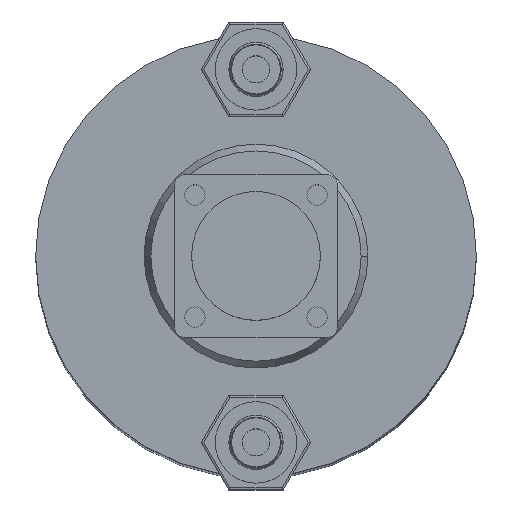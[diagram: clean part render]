
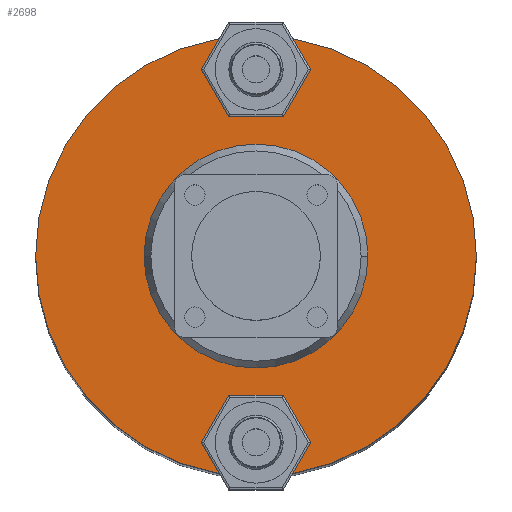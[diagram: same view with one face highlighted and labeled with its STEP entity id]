
A CAD part, top view. The second image highlights one B-rep face of the part: STEP entity #2698.
In plain terms, the highlighted planar face has unit normal (0, 0, 1).
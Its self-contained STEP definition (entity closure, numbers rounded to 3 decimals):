
#55 = AXIS2_PLACEMENT_3D ( 'NONE', #2120, #1872, #303 ) ;
#65 = VERTEX_POINT ( 'NONE', #3166 ) ;
#166 = DIRECTION ( 'NONE',  ( 0., 0., 1. ) ) ;
#303 = DIRECTION ( 'NONE',  ( 1., 0., 0. ) ) ;
#335 = VERTEX_POINT ( 'NONE', #505 ) ;
#371 = AXIS2_PLACEMENT_3D ( 'NONE', #421, #3016, #944 ) ;
#421 = CARTESIAN_POINT ( 'NONE',  ( 0., 0., 26. ) ) ;
#437 = EDGE_CURVE ( 'NONE', #335, #507, #1131, .T. ) ;
#456 = AXIS2_PLACEMENT_3D ( 'NONE', #2805, #166, #2533 ) ;
#497 = VERTEX_POINT ( 'NONE', #862 ) ;
#505 = CARTESIAN_POINT ( 'NONE',  ( -32.5, 0., 26. ) ) ;
#507 = VERTEX_POINT ( 'NONE', #1947 ) ;
#513 = EDGE_CURVE ( 'NONE', #497, #65, #2850, .T. ) ;
#582 = FACE_BOUND ( 'NONE', #3390, .T. ) ;
#821 = AXIS2_PLACEMENT_3D ( 'NONE', #1677, #1928, #1155 ) ;
#862 = CARTESIAN_POINT ( 'NONE',  ( -16.5, 0., 26. ) ) ;
#906 = DIRECTION ( 'NONE',  ( 0., 0., 1. ) ) ;
#944 = DIRECTION ( 'NONE',  ( 1., 0., 0. ) ) ;
#956 = ORIENTED_EDGE ( 'NONE', *, *, #437, .T. ) ;
#1131 = CIRCLE ( 'NONE', #55, 32.5 ) ;
#1155 = DIRECTION ( 'NONE',  ( 1., 0., 0. ) ) ;
#1335 = ORIENTED_EDGE ( 'NONE', *, *, #3211, .T. ) ;
#1596 = AXIS2_PLACEMENT_3D ( 'NONE', #1949, #906, #3280 ) ;
#1677 = CARTESIAN_POINT ( 'NONE',  ( 0., 0., 26. ) ) ;
#1872 = DIRECTION ( 'NONE',  ( 0., 0., 1. ) ) ;
#1928 = DIRECTION ( 'NONE',  ( 0., 0., 1. ) ) ;
#1947 = CARTESIAN_POINT ( 'NONE',  ( 32.5, 0., 26. ) ) ;
#1949 = CARTESIAN_POINT ( 'NONE',  ( 0., 0., 26. ) ) ;
#2006 = ORIENTED_EDGE ( 'NONE', *, *, #513, .F. ) ;
#2120 = CARTESIAN_POINT ( 'NONE',  ( 0., 0., 26. ) ) ;
#2399 = CIRCLE ( 'NONE', #456, 32.5 ) ;
#2484 = ORIENTED_EDGE ( 'NONE', *, *, #2716, .F. ) ;
#2516 = PLANE ( 'NONE',  #371 ) ;
#2533 = DIRECTION ( 'NONE',  ( 1., 0., 0. ) ) ;
#2698 = ADVANCED_FACE ( 'NONE', ( #582, #3028 ), #2516, .T. ) ;
#2716 = EDGE_CURVE ( 'NONE', #65, #497, #3302, .T. ) ;
#2805 = CARTESIAN_POINT ( 'NONE',  ( 0., 0., 26. ) ) ;
#2850 = CIRCLE ( 'NONE', #821, 16.5 ) ;
#3003 = EDGE_LOOP ( 'NONE', ( #956, #1335 ) ) ;
#3016 = DIRECTION ( 'NONE',  ( 0., 0., 1. ) ) ;
#3028 = FACE_OUTER_BOUND ( 'NONE', #3003, .T. ) ;
#3166 = CARTESIAN_POINT ( 'NONE',  ( 16.5, 0., 26. ) ) ;
#3211 = EDGE_CURVE ( 'NONE', #507, #335, #2399, .T. ) ;
#3280 = DIRECTION ( 'NONE',  ( 1., 0., 0. ) ) ;
#3302 = CIRCLE ( 'NONE', #1596, 16.5 ) ;
#3390 = EDGE_LOOP ( 'NONE', ( #2006, #2484 ) ) ;
